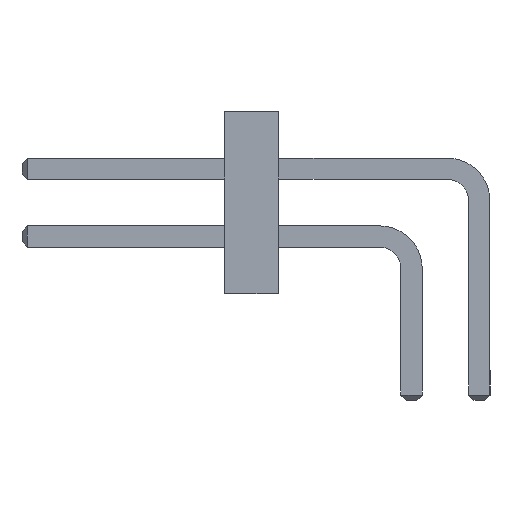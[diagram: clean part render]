
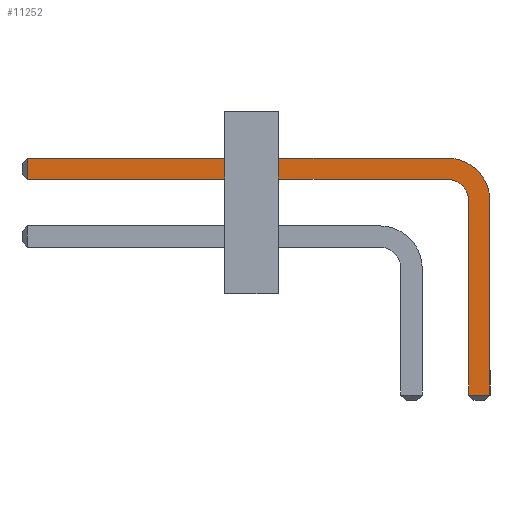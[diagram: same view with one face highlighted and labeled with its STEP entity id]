
A CAD part, left-side view. The second image highlights one B-rep face of the part: STEP entity #11252.
In plain terms, the highlighted planar face has unit normal (-1, 0, 0).
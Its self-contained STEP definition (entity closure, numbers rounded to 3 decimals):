
#10951=CARTESIAN_POINT('',(-5.915,-0.318,2.023));
#10952=VERTEX_POINT('',#10951);
#10961=CARTESIAN_POINT('',(-5.915,-0.035,2.14));
#10962=VERTEX_POINT('',#10961);
#10963=CARTESIAN_POINT('',(-5.915,-0.035,1.74));
#10964=DIRECTION('',(1.,0.,0.));
#10965=DIRECTION('',(0.,-0.707,0.707));
#10966=AXIS2_PLACEMENT_3D('',#10963,#10964,#10965);
#10967=CIRCLE('',#10966,0.4);
#10968=EDGE_CURVE('',#10962,#10952,#10967,.T.);
#10993=CARTESIAN_POINT('',(-5.915,-0.601,2.306));
#10994=VERTEX_POINT('',#10993);
#11003=CARTESIAN_POINT('',(-5.915,-0.835,1.74));
#11004=VERTEX_POINT('',#11003);
#11005=CARTESIAN_POINT('',(-5.915,-0.035,1.74));
#11006=DIRECTION('',(1.,0.,0.));
#11007=DIRECTION('',(0.,-0.707,0.707));
#11008=AXIS2_PLACEMENT_3D('',#11005,#11006,#11007);
#11009=CIRCLE('',#11008,0.8);
#11010=EDGE_CURVE('',#10994,#11004,#11009,.T.);
#11107=CARTESIAN_POINT('',(-5.915,7.835,2.14));
#11108=VERTEX_POINT('',#11107);
#11132=CARTESIAN_POINT('',(-5.915,7.835,2.54));
#11133=VERTEX_POINT('',#11132);
#11155=CARTESIAN_POINT('',(-5.915,-0.035,2.54));
#11156=VERTEX_POINT('',#11155);
#11157=CARTESIAN_POINT('',(-5.915,7.835,2.54));
#11158=DIRECTION('',(0.0,-1.0,0.0));
#11159=VECTOR('',#11158,7.87);
#11160=LINE('',#11157,#11159);
#11161=EDGE_CURVE('',#11133,#11156,#11160,.T.);
#11188=CARTESIAN_POINT('',(-5.915,7.835,2.14));
#11189=DIRECTION('',(0.0,0.0,1.0));
#11190=VECTOR('',#11189,0.4);
#11191=LINE('',#11188,#11190);
#11192=EDGE_CURVE('',#11108,#11133,#11191,.T.);
#11197=CARTESIAN_POINT('',(-5.915,7.935,2.14));
#11198=DIRECTION('',(-1.0,0.0,0.0));
#11199=DIRECTION('',(0.0,0.0,1.0));
#11200=AXIS2_PLACEMENT_3D('',#11197,#11198,#11199);
#11201=PLANE('',#11200);
#11202=ORIENTED_EDGE('',*,*,#11192,.F.);
#11203=CARTESIAN_POINT('',(-5.915,7.835,2.14));
#11204=DIRECTION('',(0.0,-1.0,0.0));
#11205=VECTOR('',#11204,7.87);
#11206=LINE('',#11203,#11205);
#11207=EDGE_CURVE('',#11108,#10962,#11206,.T.);
#11208=ORIENTED_EDGE('',*,*,#11207,.T.);
#11209=ORIENTED_EDGE('',*,*,#10968,.T.);
#11210=CARTESIAN_POINT('',(-5.915,-0.435,1.74));
#11211=VERTEX_POINT('',#11210);
#11212=CARTESIAN_POINT('',(-5.915,-0.035,1.74));
#11213=DIRECTION('',(1.,0.,0.));
#11214=DIRECTION('',(0.,-0.707,0.707));
#11215=AXIS2_PLACEMENT_3D('',#11212,#11213,#11214);
#11216=CIRCLE('',#11215,0.4);
#11217=EDGE_CURVE('',#10952,#11211,#11216,.T.);
#11218=ORIENTED_EDGE('',*,*,#11217,.T.);
#11219=CARTESIAN_POINT('',(-5.915,-0.435,-1.9));
#11220=VERTEX_POINT('',#11219);
#11221=CARTESIAN_POINT('',(-5.915,-0.435,1.74));
#11222=DIRECTION('',(0.0,0.0,-1.0));
#11223=VECTOR('',#11222,3.64);
#11224=LINE('',#11221,#11223);
#11225=EDGE_CURVE('',#11211,#11220,#11224,.T.);
#11226=ORIENTED_EDGE('',*,*,#11225,.T.);
#11227=CARTESIAN_POINT('',(-5.915,-0.835,-1.9));
#11228=VERTEX_POINT('',#11227);
#11229=CARTESIAN_POINT('',(-5.915,-0.835,-1.9));
#11230=DIRECTION('',(0.0,1.0,0.0));
#11231=VECTOR('',#11230,0.4);
#11232=LINE('',#11229,#11231);
#11233=EDGE_CURVE('',#11228,#11220,#11232,.T.);
#11234=ORIENTED_EDGE('',*,*,#11233,.F.);
#11235=CARTESIAN_POINT('',(-5.915,-0.835,1.74));
#11236=DIRECTION('',(0.0,0.0,-1.0));
#11237=VECTOR('',#11236,3.64);
#11238=LINE('',#11235,#11237);
#11239=EDGE_CURVE('',#11004,#11228,#11238,.T.);
#11240=ORIENTED_EDGE('',*,*,#11239,.F.);
#11241=ORIENTED_EDGE('',*,*,#11010,.F.);
#11242=CARTESIAN_POINT('',(-5.915,-0.035,1.74));
#11243=DIRECTION('',(1.,0.,0.));
#11244=DIRECTION('',(0.,-0.707,0.707));
#11245=AXIS2_PLACEMENT_3D('',#11242,#11243,#11244);
#11246=CIRCLE('',#11245,0.8);
#11247=EDGE_CURVE('',#11156,#10994,#11246,.T.);
#11248=ORIENTED_EDGE('',*,*,#11247,.F.);
#11249=ORIENTED_EDGE('',*,*,#11161,.F.);
#11250=EDGE_LOOP('',(#11202,#11208,#11209,#11218,#11226,#11234,#11240,#11241,#11248,#11249));
#11251=FACE_OUTER_BOUND('',#11250,.T.);
#11252=ADVANCED_FACE('',(#11251),#11201,.T.);
